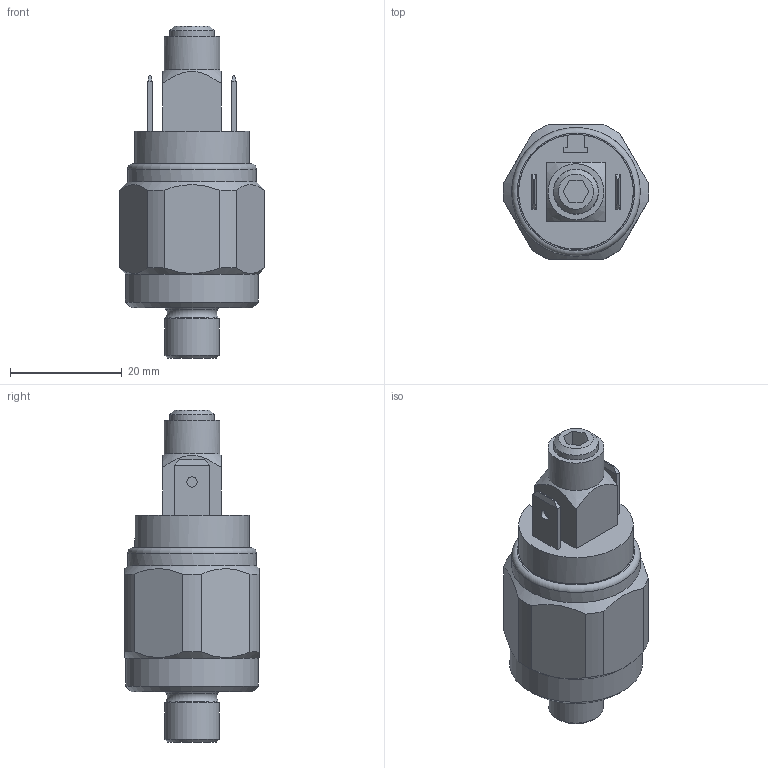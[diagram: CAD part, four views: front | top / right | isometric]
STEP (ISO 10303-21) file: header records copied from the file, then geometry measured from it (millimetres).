
FILE_DESCRIPTION(('Bauteilbeschreibung','HiCAD-Model','HiCAD-STEP-TRANSLATION','Bauteilbeschreibung'),'2;1');
FILE_NAME('TYP_411.STP','2011-09-08T15:04:51+00:00',('Konstrukteur'),('Konstrukteur Firma GmbH'),'HiCAD3 V1210 STEP 1.6.2005','HiCAD3 V1210','confidential');
FILE_SCHEMA(('AUTOMOTIVE_DESIGN { 1 2 10303 214 0 1 1 1 }'));
Length unit declared in the file: millimetre
Products named in the file (2): TYP_411; TYP0411
Assembly tree (1 placements, depth 2):
  TYP_411
    TYP0411
Bounding box: 25.99 x 24 x 59.36 mm (x, y, z)
Volume: 15791.4 mm3; surface area: 6737 mm2
Topology: 7 solids, 7 shells, 91 faces, 203 edges, 128 vertices
Faces by surface type: plane 57, cylinder 19, cone 13, torus 2
Full cylindrical faces by diameter (mm): 1.85 x2, 6.272 x2, 8 x1, 8.1 x1, 9.728 x1, 10 x1, 20.5 x1, 22 x1, 22.06 x1, 23 x1, 23.78 x1
Entity records: 5194 total; most frequent: CARTESIAN_POINT 1752, DIRECTION 384, ORIENTED_EDGE 330, COLOUR_RGB 257, PRESENTATION_STYLE_ASSIGNMENT 257, OVER_RIDING_STYLED_ITEM 256, CURVE_STYLE 165, DRAUGHTING_PRE_DEFINED_CURVE_FONT 165
